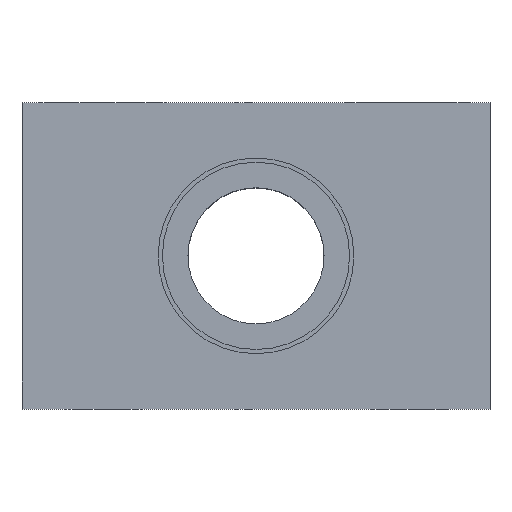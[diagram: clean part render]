
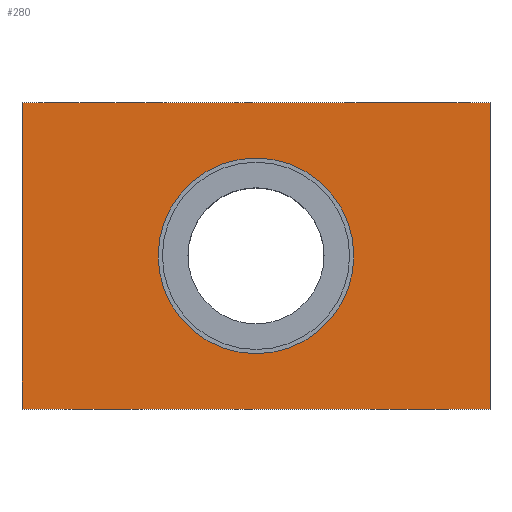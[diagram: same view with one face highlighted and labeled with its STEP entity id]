
A CAD part, top view. The second image highlights one B-rep face of the part: STEP entity #280.
In plain terms, the highlighted planar face has unit normal (0, 0, 1).
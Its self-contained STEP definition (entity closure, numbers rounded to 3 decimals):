
#14=LINE('',#432,#26);
#15=LINE('',#434,#27);
#16=LINE('',#436,#28);
#17=LINE('',#437,#29);
#26=VECTOR('',#351,55.);
#27=VECTOR('',#352,36.);
#28=VECTOR('',#353,55.);
#29=VECTOR('',#354,36.);
#39=PLANE('',#305);
#52=FACE_BOUND('',#94,.T.);
#71=FACE_OUTER_BOUND('',#93,.T.);
#93=EDGE_LOOP('',(#199,#200,#201,#202));
#94=EDGE_LOOP('',(#203));
#128=CIRCLE('',#303,11.5);
#144=VERTEX_POINT('',#426);
#145=VERTEX_POINT('',#430);
#146=VERTEX_POINT('',#431);
#147=VERTEX_POINT('',#433);
#148=VERTEX_POINT('',#435);
#168=EDGE_CURVE('',#144,#144,#128,.T.);
#169=EDGE_CURVE('',#145,#146,#14,.T.);
#170=EDGE_CURVE('',#146,#147,#15,.T.);
#171=EDGE_CURVE('',#147,#148,#16,.T.);
#172=EDGE_CURVE('',#148,#145,#17,.T.);
#199=ORIENTED_EDGE('',*,*,#169,.T.);
#200=ORIENTED_EDGE('',*,*,#170,.T.);
#201=ORIENTED_EDGE('',*,*,#171,.T.);
#202=ORIENTED_EDGE('',*,*,#172,.T.);
#203=ORIENTED_EDGE('',*,*,#168,.T.);
#280=ADVANCED_FACE('',(#71,#52),#39,.T.);
#303=AXIS2_PLACEMENT_3D('',#427,#345,#346);
#305=AXIS2_PLACEMENT_3D('',#429,#349,#350);
#345=DIRECTION('center_axis',(0.,0.,-1.));
#346=DIRECTION('ref_axis',(-1.,0.,0.));
#349=DIRECTION('center_axis',(0.,0.,1.));
#350=DIRECTION('ref_axis',(1.,0.,0.));
#351=DIRECTION('',(1.,0.,0.));
#352=DIRECTION('',(0.,1.,0.));
#353=DIRECTION('',(-1.,0.,0.));
#354=DIRECTION('',(0.,-1.,0.));
#426=CARTESIAN_POINT('',(11.5,0.,0.));
#427=CARTESIAN_POINT('Origin',(0.,0.,0.));
#429=CARTESIAN_POINT('Origin',(0.,0.,
0.));
#430=CARTESIAN_POINT('',(-27.5,-18.,0.));
#431=CARTESIAN_POINT('',(27.5,-18.,0.));
#432=CARTESIAN_POINT('',(-27.5,-18.,0.));
#433=CARTESIAN_POINT('',(27.5,18.,0.));
#434=CARTESIAN_POINT('',(27.5,-18.,0.));
#435=CARTESIAN_POINT('',(-27.5,18.,0.));
#436=CARTESIAN_POINT('',(27.5,18.,0.));
#437=CARTESIAN_POINT('',(-27.5,18.,0.));
